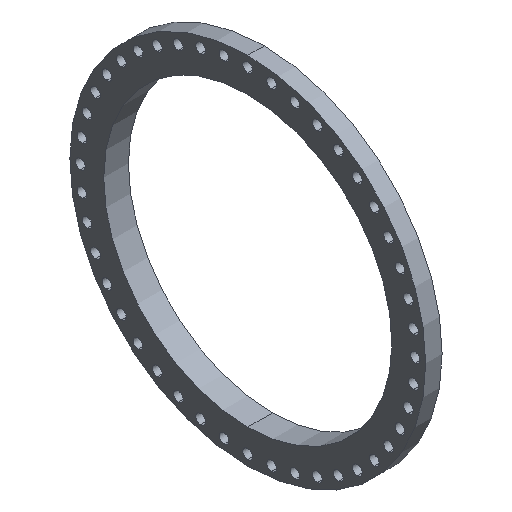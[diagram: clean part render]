
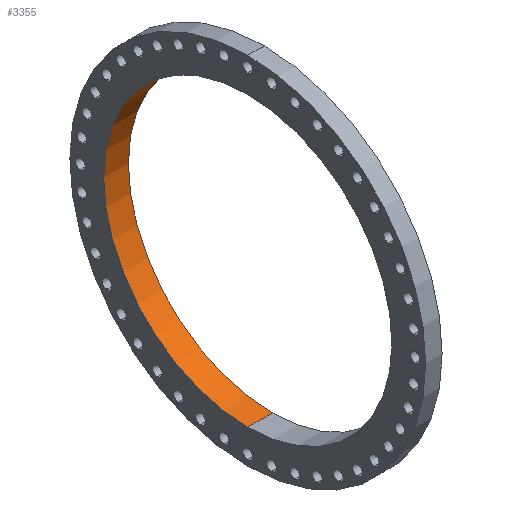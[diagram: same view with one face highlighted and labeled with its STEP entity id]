
A CAD part, isometric view. The second image highlights one B-rep face of the part: STEP entity #3355.
In plain terms, the highlighted cylindrical face has radius 611.981 mm (diameter 1223.96 mm), a partial arc.
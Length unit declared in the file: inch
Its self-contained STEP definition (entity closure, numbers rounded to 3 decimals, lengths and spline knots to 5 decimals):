
#41 = EDGE_LOOP ( 'NONE', ( #2071, #3543, #1086, #3318 ) ) ;
#244 = CARTESIAN_POINT ( 'NONE',  ( 0., 0., -24.09375 ) ) ;
#365 = AXIS2_PLACEMENT_3D ( 'NONE', #3334, #2295, #3095 ) ;
#407 = VERTEX_POINT ( 'NONE', #767 ) ;
#460 = DIRECTION ( 'NONE',  ( -1., 0., 0. ) ) ;
#707 = EDGE_CURVE ( 'NONE', #2717, #1834, #3364, .T. ) ;
#767 = CARTESIAN_POINT ( 'NONE',  ( -0.13764, 0., -24.09375 ) ) ;
#776 = DIRECTION ( 'NONE',  ( 0., 0., 1. ) ) ;
#871 = CARTESIAN_POINT ( 'NONE',  ( 0., 0., 24.09375 ) ) ;
#1086 = ORIENTED_EDGE ( 'NONE', *, *, #707, .T. ) ;
#1185 = CIRCLE ( 'NONE', #2517, 24.09375 ) ;
#1220 = CARTESIAN_POINT ( 'NONE',  ( -0.13764, 0., 0. ) ) ;
#1413 = VECTOR ( 'NONE', #2737, 39.37008 ) ;
#1522 = VECTOR ( 'NONE', #3111, 39.37008 ) ;
#1705 = CARTESIAN_POINT ( 'NONE',  ( 3.98736, 0., -24.09375 ) ) ;
#1716 = CIRCLE ( 'NONE', #1932, 24.09375 ) ;
#1834 = VERTEX_POINT ( 'NONE', #3591 ) ;
#1932 = AXIS2_PLACEMENT_3D ( 'NONE', #1220, #3185, #3214 ) ;
#2008 = CARTESIAN_POINT ( 'NONE',  ( 3.98736, 0., 24.09375 ) ) ;
#2071 = ORIENTED_EDGE ( 'NONE', *, *, #2235, .F. ) ;
#2151 = LINE ( 'NONE', #244, #1413 ) ;
#2166 = CARTESIAN_POINT ( 'NONE',  ( 3.98736, 0., 0. ) ) ;
#2235 = EDGE_CURVE ( 'NONE', #2378, #407, #2151, .T. ) ;
#2295 = DIRECTION ( 'NONE',  ( -1., 0., 0. ) ) ;
#2378 = VERTEX_POINT ( 'NONE', #1705 ) ;
#2432 = EDGE_CURVE ( 'NONE', #2717, #2378, #1185, .T. ) ;
#2517 = AXIS2_PLACEMENT_3D ( 'NONE', #2166, #460, #776 ) ;
#2560 = CYLINDRICAL_SURFACE ( 'NONE', #365, 24.09375 ) ;
#2717 = VERTEX_POINT ( 'NONE', #2008 ) ;
#2737 = DIRECTION ( 'NONE',  ( -1., 0., 0. ) ) ;
#2780 = FACE_OUTER_BOUND ( 'NONE', #41, .T. ) ;
#3010 = EDGE_CURVE ( 'NONE', #1834, #407, #1716, .T. ) ;
#3095 = DIRECTION ( 'NONE',  ( 0., 0., 1. ) ) ;
#3111 = DIRECTION ( 'NONE',  ( -1., 0., 0. ) ) ;
#3185 = DIRECTION ( 'NONE',  ( -1., 0., 0. ) ) ;
#3214 = DIRECTION ( 'NONE',  ( 0., 0., 1. ) ) ;
#3318 = ORIENTED_EDGE ( 'NONE', *, *, #3010, .T. ) ;
#3334 = CARTESIAN_POINT ( 'NONE',  ( 0., 0., 0. ) ) ;
#3355 = ADVANCED_FACE ( 'NONE', ( #2780 ), #2560, .F. ) ;
#3364 = LINE ( 'NONE', #871, #1522 ) ;
#3543 = ORIENTED_EDGE ( 'NONE', *, *, #2432, .F. ) ;
#3591 = CARTESIAN_POINT ( 'NONE',  ( -0.13764, 0., 24.09375 ) ) ;
